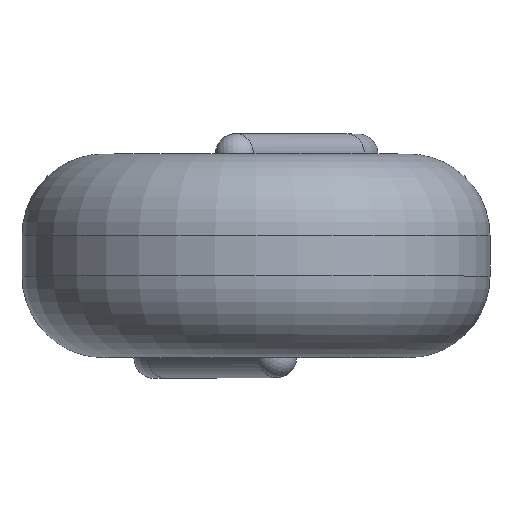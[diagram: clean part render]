
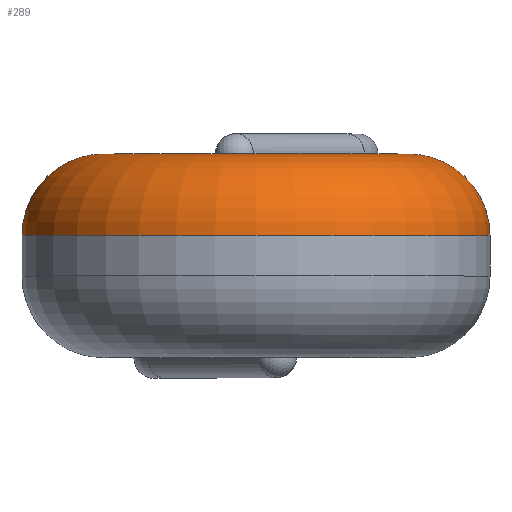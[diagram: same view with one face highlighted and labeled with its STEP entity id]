
A CAD part, top view. The second image highlights one B-rep face of the part: STEP entity #289.
In plain terms, the highlighted toroidal (fillet/blend) face has major radius 3.75 mm and minor radius 2 mm.
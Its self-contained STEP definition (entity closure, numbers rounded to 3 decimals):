
#45=FACE_BOUND('',#98,.T.);
#66=FACE_OUTER_BOUND('',#97,.T.);
#97=EDGE_LOOP('',(#227));
#98=EDGE_LOOP('',(#228));
#149=CIRCLE('',#327,5.75);
#150=CIRCLE('',#328,3.75);
#175=VERTEX_POINT('',#501);
#176=VERTEX_POINT('',#503);
#201=EDGE_CURVE('',#175,#175,#149,.T.);
#202=EDGE_CURVE('',#176,#176,#150,.T.);
#227=ORIENTED_EDGE('',*,*,#201,.T.);
#228=ORIENTED_EDGE('',*,*,#202,.T.);
#279=TOROIDAL_SURFACE('',#326,3.75,2.);
#289=ADVANCED_FACE('',(#66,#45),#279,.T.);
#326=AXIS2_PLACEMENT_3D('',#500,#385,#386);
#327=AXIS2_PLACEMENT_3D('',#502,#387,#388);
#328=AXIS2_PLACEMENT_3D('',#504,#389,#390);
#385=DIRECTION('center_axis',(0.,1.,0.));
#386=DIRECTION('ref_axis',(-1.,0.,0.));
#387=DIRECTION('center_axis',(0.,1.,0.));
#388=DIRECTION('ref_axis',(-1.,0.,0.));
#389=DIRECTION('center_axis',(0.,-1.,0.));
#390=DIRECTION('ref_axis',(-1.,0.,0.));
#500=CARTESIAN_POINT('Origin',(0.,0.5,10.25));
#501=CARTESIAN_POINT('',(5.75,0.5,10.25));
#502=CARTESIAN_POINT('Origin',(0.,0.5,10.25));
#503=CARTESIAN_POINT('',(3.75,2.5,10.25));
#504=CARTESIAN_POINT('Origin',(0.,2.5,10.25));
